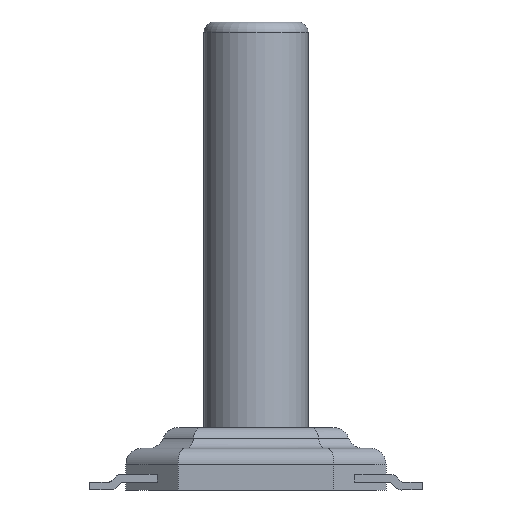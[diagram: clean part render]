
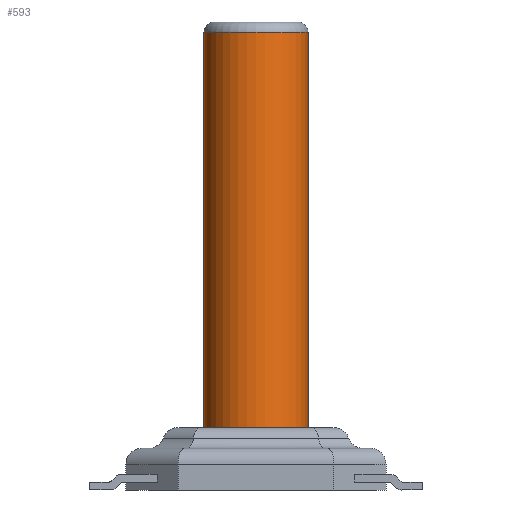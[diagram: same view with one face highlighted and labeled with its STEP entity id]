
A CAD part, front view. The second image highlights one B-rep face of the part: STEP entity #593.
In plain terms, the highlighted cylindrical face has radius 1 mm (diameter 2 mm), a partial arc.
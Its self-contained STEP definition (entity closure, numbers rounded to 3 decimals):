
#22 = VERTEX_POINT ( 'NONE', #518 ) ;
#27 = CARTESIAN_POINT ( 'NONE',  ( 0., 0., 1.2 ) ) ;
#87 = CIRCLE ( 'NONE', #1975, 1. ) ;
#107 = DIRECTION ( 'NONE',  ( -1., 0., 0. ) ) ;
#111 = DIRECTION ( 'NONE',  ( 0., 0., -1. ) ) ;
#134 = CARTESIAN_POINT ( 'NONE',  ( 1., 0., 1.2 ) ) ;
#184 = CARTESIAN_POINT ( 'NONE',  ( 1., 0., 20.828 ) ) ;
#189 = DIRECTION ( 'NONE',  ( 0., 0., -1. ) ) ;
#234 = VECTOR ( 'NONE', #958, 1000. ) ;
#419 = CARTESIAN_POINT ( 'NONE',  ( 0., 0., 8.8 ) ) ;
#445 = CYLINDRICAL_SURFACE ( 'NONE', #1195, 1. ) ;
#510 = VECTOR ( 'NONE', #2644, 1000. ) ;
#518 = CARTESIAN_POINT ( 'NONE',  ( 1., 0., 8.8 ) ) ;
#593 = ADVANCED_FACE ( 'NONE', ( #2802 ), #445, .T. ) ;
#615 = CARTESIAN_POINT ( 'NONE',  ( -1., 0., 20.828 ) ) ;
#652 = LINE ( 'NONE', #615, #234 ) ;
#701 = DIRECTION ( 'NONE',  ( 0., 0., 1. ) ) ;
#772 = VERTEX_POINT ( 'NONE', #1301 ) ;
#774 = EDGE_CURVE ( 'NONE', #22, #1943, #1483, .T. ) ;
#832 = EDGE_LOOP ( 'NONE', ( #1964, #1797, #1525, #887 ) ) ;
#887 = ORIENTED_EDGE ( 'NONE', *, *, #1829, .T. ) ;
#958 = DIRECTION ( 'NONE',  ( 0., 0., -1. ) ) ;
#1110 = EDGE_CURVE ( 'NONE', #772, #2685, #652, .T. ) ;
#1195 = AXIS2_PLACEMENT_3D ( 'NONE', #1459, #111, #107 ) ;
#1301 = CARTESIAN_POINT ( 'NONE',  ( -1., 0., 8.8 ) ) ;
#1395 = DIRECTION ( 'NONE',  ( 1., 0., 0. ) ) ;
#1459 = CARTESIAN_POINT ( 'NONE',  ( 0., 0., 20.828 ) ) ;
#1483 = LINE ( 'NONE', #184, #510 ) ;
#1525 = ORIENTED_EDGE ( 'NONE', *, *, #1110, .T. ) ;
#1617 = CARTESIAN_POINT ( 'NONE',  ( -1., 0., 1.2 ) ) ;
#1797 = ORIENTED_EDGE ( 'NONE', *, *, #2422, .T. ) ;
#1829 = EDGE_CURVE ( 'NONE', #2685, #1943, #87, .T. ) ;
#1943 = VERTEX_POINT ( 'NONE', #134 ) ;
#1964 = ORIENTED_EDGE ( 'NONE', *, *, #774, .F. ) ;
#1975 = AXIS2_PLACEMENT_3D ( 'NONE', #27, #701, #1395 ) ;
#1988 = DIRECTION ( 'NONE',  ( 1., 0., 0. ) ) ;
#2094 = AXIS2_PLACEMENT_3D ( 'NONE', #419, #189, #1988 ) ;
#2422 = EDGE_CURVE ( 'NONE', #22, #772, #2554, .T. ) ;
#2554 = CIRCLE ( 'NONE', #2094, 1. ) ;
#2644 = DIRECTION ( 'NONE',  ( 0., 0., -1. ) ) ;
#2685 = VERTEX_POINT ( 'NONE', #1617 ) ;
#2802 = FACE_OUTER_BOUND ( 'NONE', #832, .T. ) ;
